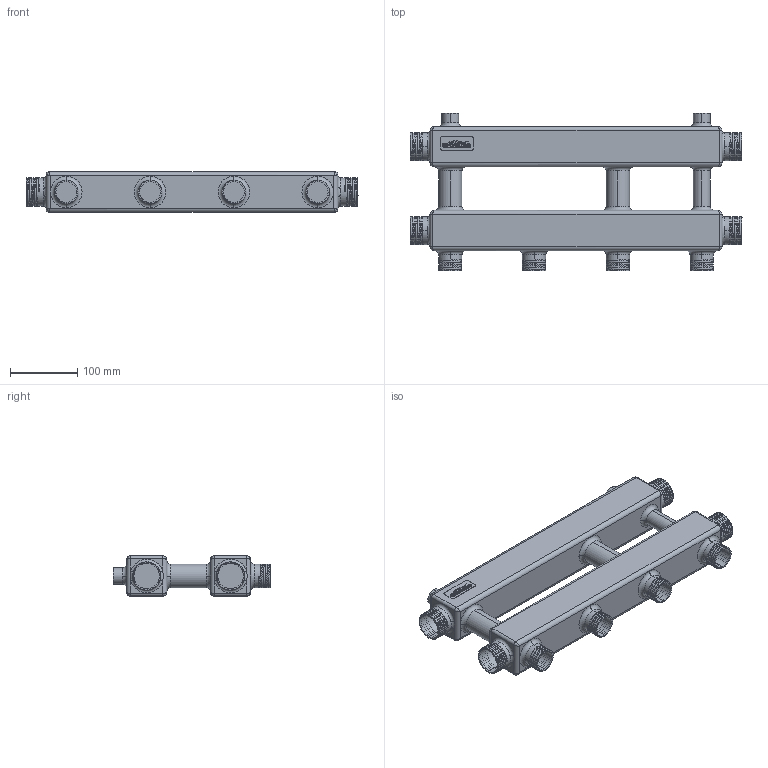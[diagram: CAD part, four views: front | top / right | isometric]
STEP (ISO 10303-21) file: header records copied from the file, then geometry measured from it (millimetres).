
FILE_DESCRIPTION (( 'STEP AP214' ), '1' );
FILE_NAME ('MK[SS]-100-2.17 .STEP', '2017-03-01T05:43:33', ( '' ), ( '' ), 'SwSTEP 2.0', 'SolidWorks 2015', '' );
FILE_SCHEMA (( 'AUTOMOTIVE_DESIGN' ));
Length unit declared in the file: millimetre
Products named in the file (1): MK[SS]-100-2.17 
Bounding box: 495 x 235 x 61 mm (x, y, z)
Volume: 3216599 mm3; surface area: 319289.8 mm2
Topology: 1 solids, 5 shells, 818 faces, 2240 edges, 1458 vertices
Faces by surface type: bspline 384, plane 228, cylinder 172, torus 34
Entity records: 36154 total; most frequent: CARTESIAN_POINT 18149, ORIENTED_EDGE 4448, DIRECTION 2374, EDGE_CURVE 2224, VERTEX_POINT 1458, VECTOR 1008, LINE 1008, EDGE_LOOP 866
